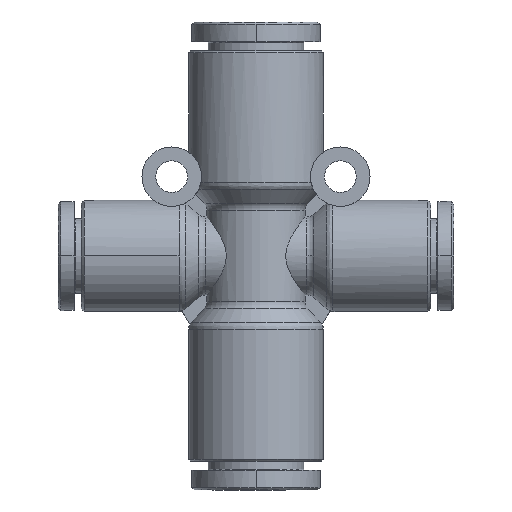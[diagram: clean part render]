
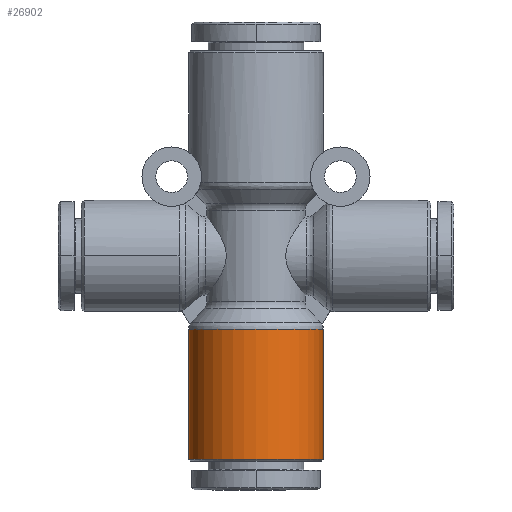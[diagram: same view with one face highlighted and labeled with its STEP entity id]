
A CAD part, front view. The second image highlights one B-rep face of the part: STEP entity #26902.
In plain terms, the highlighted cylindrical face has radius 6.8 mm (diameter 13.6 mm), a partial arc.
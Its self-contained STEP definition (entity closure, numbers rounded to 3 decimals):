
#1178 = DIRECTION ( 'NONE',  ( 0., 0., -1. ) ) ;
#2399 = CIRCLE ( 'NONE', #2463, 6.8 ) ;
#2463 = AXIS2_PLACEMENT_3D ( 'NONE', #33002, #29603, #1178 ) ;
#3082 = ORIENTED_EDGE ( 'NONE', *, *, #3822, .T. ) ;
#3553 = VERTEX_POINT ( 'NONE', #13001 ) ;
#3822 = EDGE_CURVE ( 'NONE', #23647, #18419, #26086, .T. ) ;
#5696 = ORIENTED_EDGE ( 'NONE', *, *, #35506, .T. ) ;
#10369 = VECTOR ( 'NONE', #39395, 1000. ) ;
#12179 = AXIS2_PLACEMENT_3D ( 'NONE', #40400, #23672, #36891 ) ;
#13001 = CARTESIAN_POINT ( 'NONE',  ( 20.5, 0., 6.75 ) ) ;
#13495 = CARTESIAN_POINT ( 'NONE',  ( 20.5, 0., -6.85 ) ) ;
#14283 = EDGE_LOOP ( 'NONE', ( #19140, #3082, #31123, #5696 ) ) ;
#14492 = DIRECTION ( 'NONE',  ( 1., 0., 0. ) ) ;
#16084 = FACE_OUTER_BOUND ( 'NONE', #14283, .T. ) ;
#17115 = EDGE_CURVE ( 'NONE', #23647, #3553, #18295, .T. ) ;
#18295 = LINE ( 'NONE', #22032, #21078 ) ;
#18419 = VERTEX_POINT ( 'NONE', #34568 ) ;
#19140 = ORIENTED_EDGE ( 'NONE', *, *, #17115, .F. ) ;
#21078 = VECTOR ( 'NONE', #29502, 1000. ) ;
#22032 = CARTESIAN_POINT ( 'NONE',  ( 13., 0., 6.75 ) ) ;
#22404 = VERTEX_POINT ( 'NONE', #13495 ) ;
#23647 = VERTEX_POINT ( 'NONE', #29278 ) ;
#23672 = DIRECTION ( 'NONE',  ( 1., 0., 0. ) ) ;
#23909 = CYLINDRICAL_SURFACE ( 'NONE', #38970, 6.8 ) ;
#26086 = CIRCLE ( 'NONE', #12179, 6.8 ) ;
#26902 = ADVANCED_FACE ( 'NONE', ( #16084 ), #23909, .T. ) ;
#29278 = CARTESIAN_POINT ( 'NONE',  ( 7.384, 0., 6.75 ) ) ;
#29502 = DIRECTION ( 'NONE',  ( 1., 0., 0. ) ) ;
#29603 = DIRECTION ( 'NONE',  ( -1., 0., 0. ) ) ;
#31123 = ORIENTED_EDGE ( 'NONE', *, *, #40095, .T. ) ;
#31588 = LINE ( 'NONE', #32220, #10369 ) ;
#32220 = CARTESIAN_POINT ( 'NONE',  ( 13., 0., -6.85 ) ) ;
#32402 = CARTESIAN_POINT ( 'NONE',  ( 13., 0., -0.05 ) ) ;
#33002 = CARTESIAN_POINT ( 'NONE',  ( 20.5, 0., -0.05 ) ) ;
#34568 = CARTESIAN_POINT ( 'NONE',  ( 7.384, 0., -6.85 ) ) ;
#35506 = EDGE_CURVE ( 'NONE', #22404, #3553, #2399, .T. ) ;
#36891 = DIRECTION ( 'NONE',  ( 0., 0., -1. ) ) ;
#38970 = AXIS2_PLACEMENT_3D ( 'NONE', #32402, #14492, #45991 ) ;
#39395 = DIRECTION ( 'NONE',  ( 1., 0., 0. ) ) ;
#40095 = EDGE_CURVE ( 'NONE', #18419, #22404, #31588, .T. ) ;
#40400 = CARTESIAN_POINT ( 'NONE',  ( 7.384, 0., -0.05 ) ) ;
#45991 = DIRECTION ( 'NONE',  ( 0., 0., -1. ) ) ;
